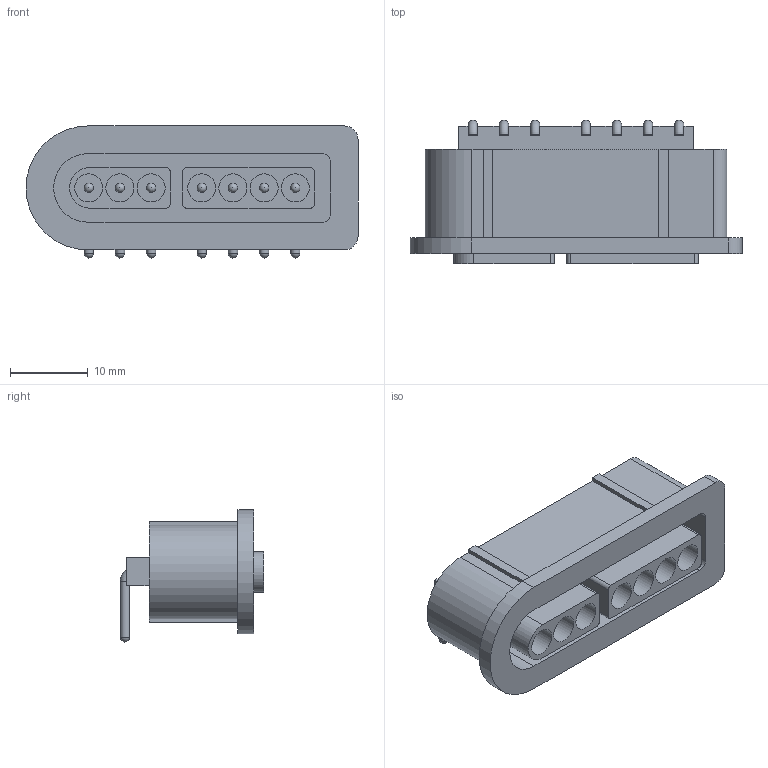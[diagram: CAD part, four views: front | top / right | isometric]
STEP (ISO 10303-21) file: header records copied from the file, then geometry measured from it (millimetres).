
FILE_DESCRIPTION(('Open CASCADE Model'),'2;1');
FILE_NAME('Open CASCADE Shape Model','2024-06-30T00:37:49',('Author'),( 'Open CASCADE'),'Open CASCADE STEP processor 7.7','Open CASCADE 7.7' ,'Unknown');
FILE_SCHEMA(('AUTOMOTIVE_DESIGN { 1 0 10303 214 1 1 1 1 }'));
Length unit declared in the file: millimetre
Products named in the file (17): Connector; Body; SOLID; Pin 1; Pin 2; Pin 3; Pin 4; Pin 5; Pin 6; Pin 7
Assembly tree (16 placements, depth 3):
  Connector
    Body
      SOLID
    Pin 1
      SOLID
    Pin 2
      SOLID
    Pin 3
      SOLID
    Pin 4
      SOLID
    Pin 5
      SOLID
    Pin 6
      SOLID
    Pin 7
      SOLID
Bounding box: 42.6 x 18.4 x 16.95 mm (x, y, z)
Volume: 4370.3 mm3; surface area: 6565.7 mm2
Topology: 8 solids, 8 shells, 136 faces, 338 edges, 216 vertices
Faces by surface type: plane 78, cylinder 37, sphere 14, torus 7
Full cylindrical faces by diameter (mm): 1.2 x14, 3.6 x7
Entity records: 8420 total; most frequent: CARTESIAN_POINT 1516, DIRECTION 1248, LINE 716, VECTOR 716, ORIENTED_EDGE 648, PCURVE 648, DEFINITIONAL_REPRESENTATION 648, EDGE_CURVE 324
